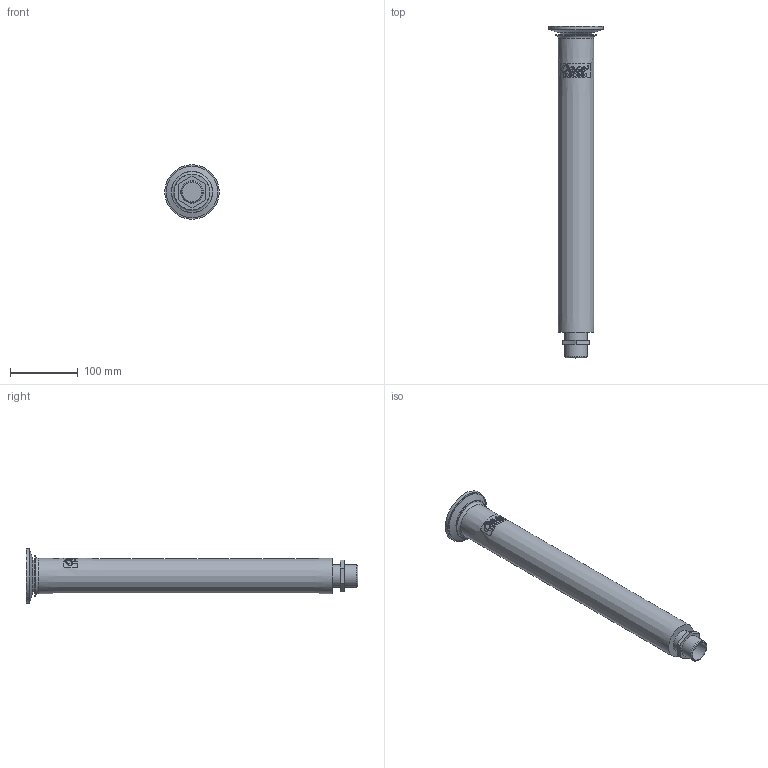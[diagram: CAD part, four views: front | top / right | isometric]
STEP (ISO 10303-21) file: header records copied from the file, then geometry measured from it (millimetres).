
FILE_DESCRIPTION(/* description */ (''),/* implementation_level */ '2;1');
FILE_NAME(/* name */ '50890 Lava 45-10_überprüft.stp',/* time_stamp */ '2014-09-12T09:45:49+02:00',/* author */ ('guzb562'),/* organization */ (''),/* preprocessor_version */ 'ST-DEVELOPER v15.2',/* originating_system */ 'Autodesk Inventor 2014',/* authorisation */ '');
FILE_SCHEMA (('AUTOMOTIVE_DESIGN { 1 0 10303 214 3 1 1 }'));
Length unit declared in the file: millimetre
Products named in the file (1): 50890 Lava 45-10
Bounding box: 80.48 x 490.96 x 80.48 mm (x, y, z)
Volume: 1018485.2 mm3; surface area: 94410.2 mm2
Topology: 1 solids, 1 shells, 231 faces, 598 edges, 398 vertices
Faces by surface type: plane 116, bspline 78, cone 25, cylinder 10, torus 2
Full cylindrical faces by diameter (mm): 28.551 x1, 33.2 x2, 61.37 x1, 76.461 x1, 80.485 x1
Entity records: 10274 total; most frequent: CARTESIAN_POINT 4783, ORIENTED_EDGE 1170, DIRECTION 899, EDGE_CURVE 585, VERTEX_POINT 396, AXIS2_PLACEMENT_3D 324, EDGE_LOOP 271, LINE 251
